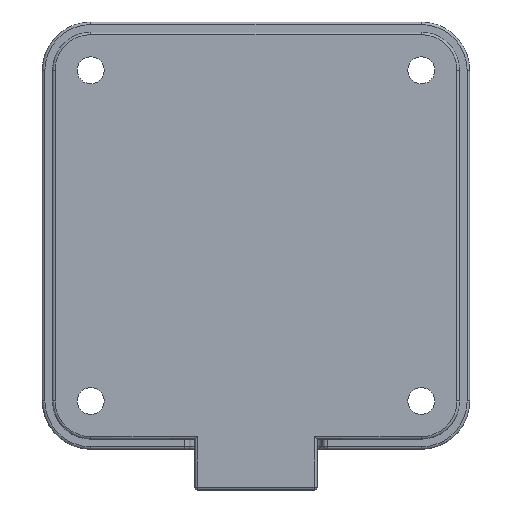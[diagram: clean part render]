
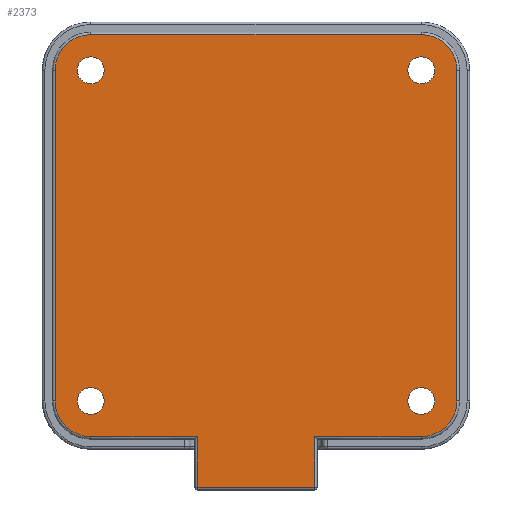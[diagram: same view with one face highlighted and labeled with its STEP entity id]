
A CAD part, front view. The second image highlights one B-rep face of the part: STEP entity #2373.
In plain terms, the highlighted planar face has unit normal (0, -1, 0).
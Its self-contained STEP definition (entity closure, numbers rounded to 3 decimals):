
#415=DIRECTION('',(1.,0.,0.));
#416=VECTOR('',#415,21.);
#417=CARTESIAN_POINT('',(11.5,-25.,-39.5));
#418=LINE('',#417,#416);
#429=CARTESIAN_POINT('',(32.5,-25.,32.5));
#430=DIRECTION('',(0.,-1.,0.));
#431=DIRECTION('',(-1.,0.,0.));
#432=AXIS2_PLACEMENT_3D('',#429,#430,#431);
#437=CARTESIAN_POINT('',(32.5,-25.,32.5));
#438=DIRECTION('',(0.,-1.,0.));
#439=DIRECTION('',(1.,0.,0.));
#440=AXIS2_PLACEMENT_3D('',#437,#438,#439);
#445=CARTESIAN_POINT('',(32.5,-25.,-32.5));
#446=DIRECTION('',(0.,-1.,0.));
#447=DIRECTION('',(0.,0.,1.));
#448=AXIS2_PLACEMENT_3D('',#445,#446,#447);
#453=CARTESIAN_POINT('',(32.5,-25.,-32.5));
#454=DIRECTION('',(0.,-1.,0.));
#455=DIRECTION('',(0.,0.,-1.));
#456=AXIS2_PLACEMENT_3D('',#453,#454,#455);
#461=CARTESIAN_POINT('',(-32.5,-25.,-32.5));
#462=DIRECTION('',(0.,-1.,0.));
#463=DIRECTION('',(1.,0.,0.));
#464=AXIS2_PLACEMENT_3D('',#461,#462,#463);
#469=CARTESIAN_POINT('',(-32.5,-25.,-32.5));
#470=DIRECTION('',(0.,-1.,0.));
#471=DIRECTION('',(-1.,0.,0.));
#472=AXIS2_PLACEMENT_3D('',#469,#470,#471);
#477=CARTESIAN_POINT('',(-32.5,-25.,32.5));
#478=DIRECTION('',(0.,-1.,0.));
#479=DIRECTION('',(0.,0.,-1.));
#480=AXIS2_PLACEMENT_3D('',#477,#478,#479);
#485=CARTESIAN_POINT('',(-32.5,-25.,32.5));
#486=DIRECTION('',(0.,-1.,0.));
#487=DIRECTION('',(0.,0.,1.));
#488=AXIS2_PLACEMENT_3D('',#485,#486,#487);
#493=CARTESIAN_POINT('',(-32.5,-25.,-32.5));
#494=DIRECTION('',(0.,1.,0.));
#495=DIRECTION('',(0.,0.,-1.));
#496=AXIS2_PLACEMENT_3D('',#493,#494,#495);
#501=CARTESIAN_POINT('',(-32.5,-25.,32.5));
#502=DIRECTION('',(0.,1.,0.));
#503=DIRECTION('',(-1.,0.,0.));
#504=AXIS2_PLACEMENT_3D('',#501,#502,#503);
#509=CARTESIAN_POINT('',(32.5,-25.,32.5));
#510=DIRECTION('',(0.,1.,0.));
#511=DIRECTION('',(0.,0.,1.));
#512=AXIS2_PLACEMENT_3D('',#509,#510,#511);
#517=CARTESIAN_POINT('',(32.5,-25.,-32.5));
#518=DIRECTION('',(0.,1.,0.));
#519=DIRECTION('',(1.,0.,0.));
#520=AXIS2_PLACEMENT_3D('',#517,#518,#519);
#1323=DIRECTION('',(0.,0.,-1.));
#1324=VECTOR('',#1323,10.);
#1325=CARTESIAN_POINT('',(-11.5,-25.,-39.5));
#1326=LINE('',#1325,#1324);
#1361=DIRECTION('',(1.,0.,0.));
#1362=VECTOR('',#1361,23.);
#1363=CARTESIAN_POINT('',(-11.5,-25.,-49.5));
#1364=LINE('',#1363,#1362);
#1391=DIRECTION('',(0.,0.,1.));
#1392=VECTOR('',#1391,10.);
#1393=CARTESIAN_POINT('',(11.5,-25.,-49.5));
#1394=LINE('',#1393,#1392);
#1571=DIRECTION('',(1.,0.,0.));
#1572=VECTOR('',#1571,21.);
#1573=CARTESIAN_POINT('',(-32.5,-25.,-39.5));
#1574=LINE('',#1573,#1572);
#1623=DIRECTION('',(0.,0.,-1.));
#1624=VECTOR('',#1623,65.);
#1625=CARTESIAN_POINT('',(-39.5,-25.,32.5));
#1626=LINE('',#1625,#1624);
#1682=DIRECTION('',(-1.,0.,0.));
#1683=VECTOR('',#1682,65.);
#1684=CARTESIAN_POINT('',(32.5,-25.,39.5));
#1685=LINE('',#1684,#1683);
#1741=DIRECTION('',(0.,0.,1.));
#1742=VECTOR('',#1741,65.);
#1743=CARTESIAN_POINT('',(39.5,-25.,-32.5));
#1744=LINE('',#1743,#1742);
#1879=CARTESIAN_POINT('',(11.5,-25.,-39.5));
#1880=CARTESIAN_POINT('',(32.5,-25.,-39.5));
#1881=VERTEX_POINT('',#1879);
#1882=VERTEX_POINT('',#1880);
#1883=CARTESIAN_POINT('',(32.5,-25.,39.5));
#1884=CARTESIAN_POINT('',(39.5,-25.,32.5));
#1885=VERTEX_POINT('',#1883);
#1886=VERTEX_POINT('',#1884);
#1887=CARTESIAN_POINT('',(39.5,-25.,-32.5));
#1888=VERTEX_POINT('',#1887);
#1889=CARTESIAN_POINT('',(-32.5,-25.,-39.5));
#1890=CARTESIAN_POINT('',(-11.5,-25.,-39.5));
#1891=VERTEX_POINT('',#1889);
#1892=VERTEX_POINT('',#1890);
#1893=CARTESIAN_POINT('',(-39.5,-25.,-32.5));
#1894=VERTEX_POINT('',#1893);
#1895=CARTESIAN_POINT('',(-39.5,-25.,32.5));
#1896=VERTEX_POINT('',#1895);
#1897=CARTESIAN_POINT('',(-32.5,-25.,39.5));
#1898=VERTEX_POINT('',#1897);
#1899=CARTESIAN_POINT('',(29.85,-25.,32.5));
#1900=CARTESIAN_POINT('',(35.15,-25.,32.5));
#1901=VERTEX_POINT('',#1899);
#1902=VERTEX_POINT('',#1900);
#1903=CARTESIAN_POINT('',(32.5,-25.,-29.85));
#1904=CARTESIAN_POINT('',(32.5,-25.,-35.15));
#1905=VERTEX_POINT('',#1903);
#1906=VERTEX_POINT('',#1904);
#1907=CARTESIAN_POINT('',(-29.85,-25.,-32.5));
#1908=CARTESIAN_POINT('',(-35.15,-25.,-32.5));
#1909=VERTEX_POINT('',#1907);
#1910=VERTEX_POINT('',#1908);
#1911=CARTESIAN_POINT('',(-32.5,-25.,29.85));
#1912=CARTESIAN_POINT('',(-32.5,-25.,35.15));
#1913=VERTEX_POINT('',#1911);
#1914=VERTEX_POINT('',#1912);
#2046=CARTESIAN_POINT('',(-11.5,-25.,-49.5));
#2048=VERTEX_POINT('',#2046);
#2063=CARTESIAN_POINT('',(11.5,-25.,-49.5));
#2064=VERTEX_POINT('',#2063);
#2319=CARTESIAN_POINT('',(0.,-25.,0.));
#2320=DIRECTION('',(0.,-1.,0.));
#2321=DIRECTION('',(-1.,0.,0.));
#2322=AXIS2_PLACEMENT_3D('',#2319,#2320,#2321);
#2323=PLANE('',#2322);
#2325=ORIENTED_EDGE('',*,*,#2324,.F.);
#2327=ORIENTED_EDGE('',*,*,#2326,.F.);
#2329=ORIENTED_EDGE('',*,*,#2328,.T.);
#2331=ORIENTED_EDGE('',*,*,#2330,.F.);
#2333=ORIENTED_EDGE('',*,*,#2332,.T.);
#2335=ORIENTED_EDGE('',*,*,#2334,.F.);
#2337=ORIENTED_EDGE('',*,*,#2336,.T.);
#2339=ORIENTED_EDGE('',*,*,#2338,.F.);
#2341=ORIENTED_EDGE('',*,*,#2340,.T.);
#2342=ORIENTED_EDGE('',*,*,#2309,.F.);
#2344=ORIENTED_EDGE('',*,*,#2343,.F.);
#2346=ORIENTED_EDGE('',*,*,#2345,.F.);
#2347=EDGE_LOOP('',(#2325,#2327,#2329,#2331,#2333,#2335,#2337,#2339,#2341,#2342,
#2344,#2346));
#2348=FACE_OUTER_BOUND('',#2347,.F.);
#2350=ORIENTED_EDGE('',*,*,#2349,.T.);
#2352=ORIENTED_EDGE('',*,*,#2351,.T.);
#2353=EDGE_LOOP('',(#2350,#2352));
#2354=FACE_BOUND('',#2353,.F.);
#2356=ORIENTED_EDGE('',*,*,#2355,.T.);
#2358=ORIENTED_EDGE('',*,*,#2357,.T.);
#2359=EDGE_LOOP('',(#2356,#2358));
#2360=FACE_BOUND('',#2359,.F.);
#2362=ORIENTED_EDGE('',*,*,#2361,.T.);
#2364=ORIENTED_EDGE('',*,*,#2363,.T.);
#2365=EDGE_LOOP('',(#2362,#2364));
#2366=FACE_BOUND('',#2365,.F.);
#2368=ORIENTED_EDGE('',*,*,#2367,.T.);
#2370=ORIENTED_EDGE('',*,*,#2369,.T.);
#2371=EDGE_LOOP('',(#2368,#2370));
#2372=FACE_BOUND('',#2371,.F.);
#2373=ADVANCED_FACE('',(#2348,#2354,#2360,#2366,#2372),#2323,.T.);
#433=CIRCLE('',#432,2.65);
#441=CIRCLE('',#440,2.65);
#449=CIRCLE('',#448,2.65);
#457=CIRCLE('',#456,2.65);
#465=CIRCLE('',#464,2.65);
#473=CIRCLE('',#472,2.65);
#481=CIRCLE('',#480,2.65);
#489=CIRCLE('',#488,2.65);
#497=CIRCLE('',#496,7.);
#505=CIRCLE('',#504,7.);
#513=CIRCLE('',#512,7.);
#521=CIRCLE('',#520,7.);
#2309=EDGE_CURVE('',#1881,#1882,#418,.T.);
#2324=EDGE_CURVE('',#1892,#2048,#1326,.T.);
#2326=EDGE_CURVE('',#1891,#1892,#1574,.T.);
#2328=EDGE_CURVE('',#1891,#1894,#497,.T.);
#2330=EDGE_CURVE('',#1896,#1894,#1626,.T.);
#2332=EDGE_CURVE('',#1896,#1898,#505,.T.);
#2334=EDGE_CURVE('',#1885,#1898,#1685,.T.);
#2336=EDGE_CURVE('',#1885,#1886,#513,.T.);
#2338=EDGE_CURVE('',#1888,#1886,#1744,.T.);
#2340=EDGE_CURVE('',#1888,#1882,#521,.T.);
#2343=EDGE_CURVE('',#2064,#1881,#1394,.T.);
#2345=EDGE_CURVE('',#2048,#2064,#1364,.T.);
#2349=EDGE_CURVE('',#1905,#1906,#449,.T.);
#2351=EDGE_CURVE('',#1906,#1905,#457,.T.);
#2355=EDGE_CURVE('',#1909,#1910,#465,.T.);
#2357=EDGE_CURVE('',#1910,#1909,#473,.T.);
#2361=EDGE_CURVE('',#1913,#1914,#481,.T.);
#2363=EDGE_CURVE('',#1914,#1913,#489,.T.);
#2367=EDGE_CURVE('',#1901,#1902,#433,.T.);
#2369=EDGE_CURVE('',#1902,#1901,#441,.T.);
